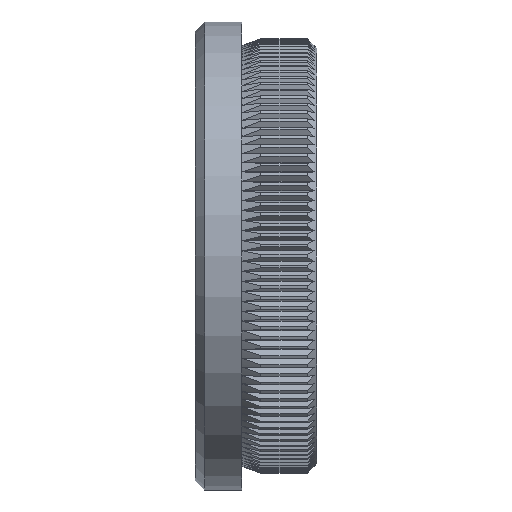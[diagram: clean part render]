
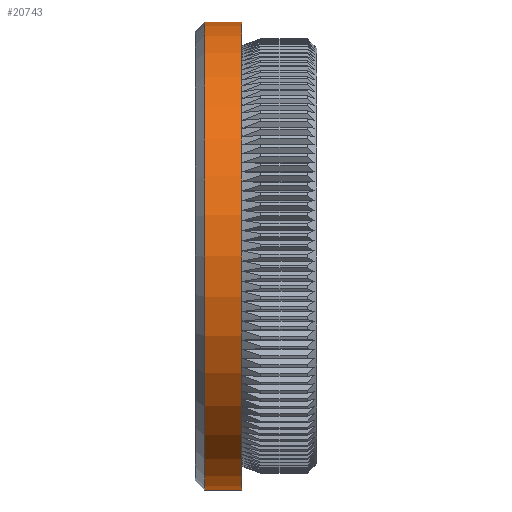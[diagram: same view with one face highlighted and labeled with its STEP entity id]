
A CAD part, left-side view. The second image highlights one B-rep face of the part: STEP entity #20743.
In plain terms, the highlighted cylindrical face has radius 25 mm (diameter 50 mm), a partial arc.
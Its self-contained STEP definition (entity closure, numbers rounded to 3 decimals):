
#862 = AXIS2_PLACEMENT_3D ( 'NONE', #7717, #14474, #923 ) ;
#923 = DIRECTION ( 'NONE',  ( 0., 0., -1. ) ) ;
#1422 = CIRCLE ( 'NONE', #7614, 25. ) ;
#1475 = LINE ( 'NONE', #7788, #10182 ) ;
#2040 = DIRECTION ( 'NONE',  ( 0., -1., 0. ) ) ;
#2498 = EDGE_CURVE ( 'NONE', #27350, #7079, #11200, .T. ) ;
#3244 = EDGE_CURVE ( 'NONE', #7079, #14084, #5959, .T. ) ;
#5628 = FACE_OUTER_BOUND ( 'NONE', #17175, .T. ) ;
#5959 = CIRCLE ( 'NONE', #862, 25. ) ;
#7079 = VERTEX_POINT ( 'NONE', #17935 ) ;
#7614 = AXIS2_PLACEMENT_3D ( 'NONE', #24163, #10617, #8649 ) ;
#7691 = EDGE_CURVE ( 'NONE', #27350, #23430, #1422, .T. ) ;
#7717 = CARTESIAN_POINT ( 'NONE',  ( 0., 8., 0. ) ) ;
#7788 = CARTESIAN_POINT ( 'NONE',  ( 0., 0., -25. ) ) ;
#8649 = DIRECTION ( 'NONE',  ( 0., 0., 1. ) ) ;
#10119 = DIRECTION ( 'NONE',  ( 0., -1., 0. ) ) ;
#10182 = VECTOR ( 'NONE', #10119, 1000. ) ;
#10617 = DIRECTION ( 'NONE',  ( 0., -1., 0. ) ) ;
#10958 = ORIENTED_EDGE ( 'NONE', *, *, #21785, .T. ) ;
#11200 = LINE ( 'NONE', #15413, #28268 ) ;
#12548 = CARTESIAN_POINT ( 'NONE',  ( 0., 12., -25. ) ) ;
#12906 = AXIS2_PLACEMENT_3D ( 'NONE', #22945, #20617, #27399 ) ;
#13668 = CARTESIAN_POINT ( 'NONE',  ( 0., 8., -25. ) ) ;
#14015 = CYLINDRICAL_SURFACE ( 'NONE', #12906, 25. ) ;
#14084 = VERTEX_POINT ( 'NONE', #13668 ) ;
#14474 = DIRECTION ( 'NONE',  ( 0., -1., 0. ) ) ;
#15413 = CARTESIAN_POINT ( 'NONE',  ( 0., 0., 25. ) ) ;
#17175 = EDGE_LOOP ( 'NONE', ( #17190, #26659, #10958, #17504 ) ) ;
#17190 = ORIENTED_EDGE ( 'NONE', *, *, #2498, .F. ) ;
#17504 = ORIENTED_EDGE ( 'NONE', *, *, #3244, .F. ) ;
#17935 = CARTESIAN_POINT ( 'NONE',  ( 0., 8., 25. ) ) ;
#20617 = DIRECTION ( 'NONE',  ( 0., -1., 0. ) ) ;
#20743 = ADVANCED_FACE ( 'NONE', ( #5628 ), #14015, .T. ) ;
#21785 = EDGE_CURVE ( 'NONE', #23430, #14084, #1475, .T. ) ;
#22945 = CARTESIAN_POINT ( 'NONE',  ( 0., 0., 0. ) ) ;
#23430 = VERTEX_POINT ( 'NONE', #12548 ) ;
#24163 = CARTESIAN_POINT ( 'NONE',  ( 0., 12., 0. ) ) ;
#26659 = ORIENTED_EDGE ( 'NONE', *, *, #7691, .T. ) ;
#27350 = VERTEX_POINT ( 'NONE', #27688 ) ;
#27399 = DIRECTION ( 'NONE',  ( 0., 0., -1. ) ) ;
#27688 = CARTESIAN_POINT ( 'NONE',  ( 0., 12., 25. ) ) ;
#28268 = VECTOR ( 'NONE', #2040, 1000. ) ;
